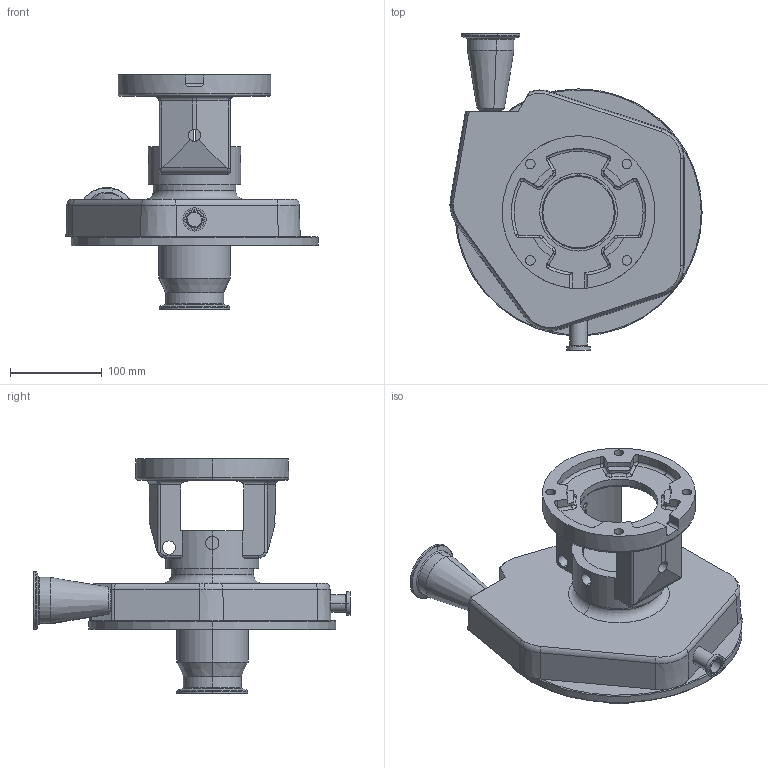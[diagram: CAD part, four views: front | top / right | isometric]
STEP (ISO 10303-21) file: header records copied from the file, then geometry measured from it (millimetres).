
FILE_DESCRIPTION (( 'STEP AP214' ), '1' );
FILE_NAME ('FPR 741-742 140TC VERT 3-4 IN STR DRAIN.STEP', '2023-01-10T19:32:47', ( '' ), ( '' ), 'SwSTEP 2.0', 'SolidWorks 2021', '' );
FILE_SCHEMA (( 'AUTOMOTIVE_DESIGN' ));
Length unit declared in the file: millimetre
Products named in the file (1): FPR 741-742 140TC VERT 3-4 IN STR DRAIN
Bounding box: 275.58 x 345.5 x 256 mm (x, y, z)
Volume: 2539344.9 mm3; surface area: 456678.3 mm2
Topology: 1 solids, 6 shells, 432 faces, 1032 edges, 607 vertices
Faces by surface type: cylinder 162, torus 110, plane 85, cone 64, bspline 7, sphere 4
Entity records: 13959 total; most frequent: CARTESIAN_POINT 3791, DIRECTION 2340, ORIENTED_EDGE 2024, EDGE_CURVE 1012, AXIS2_PLACEMENT_3D 990, VERTEX_POINT 606, CIRCLE 564, EDGE_LOOP 474
